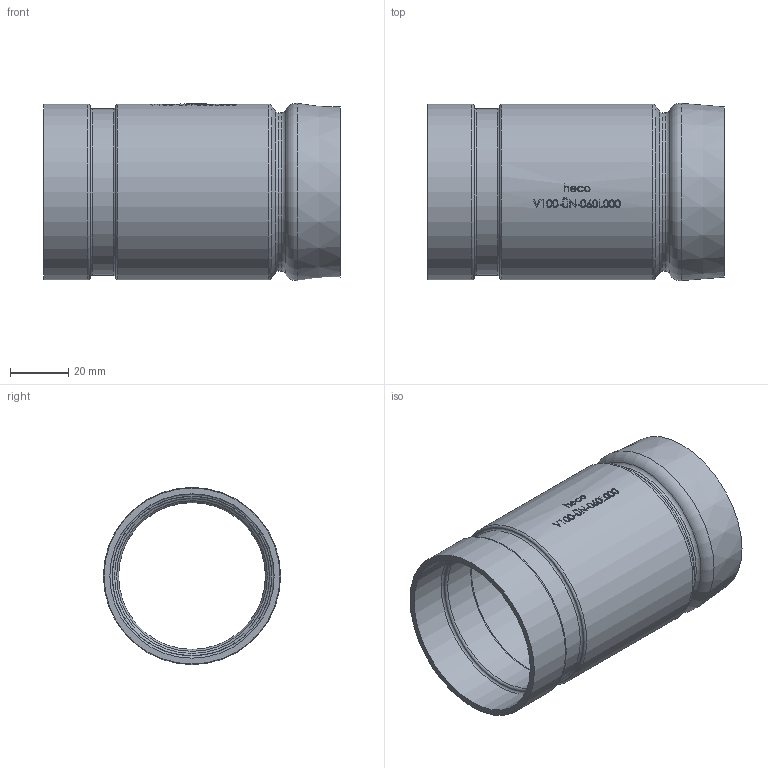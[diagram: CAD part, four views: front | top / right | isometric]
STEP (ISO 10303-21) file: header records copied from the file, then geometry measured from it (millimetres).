
FILE_DESCRIPTION (( 'STEP AP214' ), '1' );
FILE_NAME ('V100-ÜN-060L000-x Typ494W DN50 200 Ø60,3 1812.STEP', '2018-12-20T11:11:06', ( '' ), ( '' ), 'SwSTEP 2.0', 'SolidWorks 2016', '' );
FILE_SCHEMA (( 'AUTOMOTIVE_DESIGN' ));
Length unit declared in the file: inch
Products named in the file (1): V100-ÜN-060L000-x Typ494W DN50 200 Ø60,3 1812
Bounding box: 101.6 x 60.76 x 60.75 mm (x, y, z)
Volume: 38982.8 mm3; surface area: 39162.6 mm2
Topology: 1 solids, 1 shells, 247 faces, 611 edges, 402 vertices
Faces by surface type: bspline 122, plane 66, cylinder 39, torus 16, cone 4
Full cylindrical faces by diameter (mm): 50.333 x1, 53.152 x1, 54.331 x1, 56.327 x2, 57.15 x1, 60.325 x2
Entity records: 15455 total; most frequent: CARTESIAN_POINT 7883, ORIENTED_EDGE 1156, DIRECTION 639, EDGE_CURVE 578, VERTEX_POINT 397, EDGE_LOOP 313, FACE_OUTER_BOUND 271, B_SPLINE_CURVE_WITH_KNOTS 270
